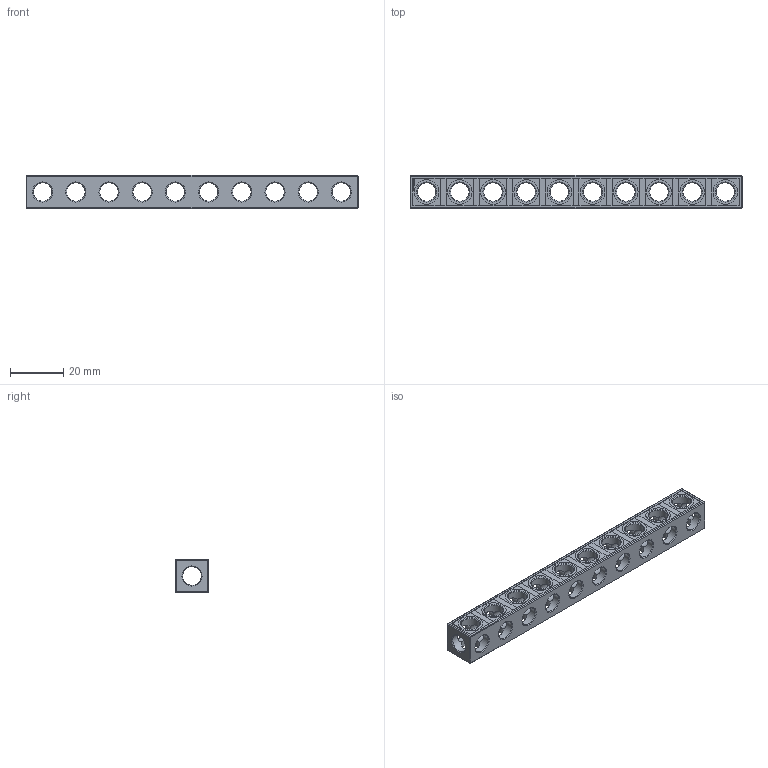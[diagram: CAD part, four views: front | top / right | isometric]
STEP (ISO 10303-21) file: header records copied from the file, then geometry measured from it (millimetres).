
FILE_DESCRIPTION(('FreeCAD Model'),'2;1');
FILE_NAME('Open CASCADE Shape Model','2021-05-23T22:01:34',( 'Paulo Kiefe'),('STEMFIE.org'),'Open CASCADE STEP processor 7.4', 'FreeCAD','Unknown');
FILE_SCHEMA(('AUTOMOTIVE_DESIGN { 1 0 10303 214 1 1 1 1 }'));
Products named in the file (1): Beam_STR_ESS_BU10x01x01_-_SPN-BEM-0047_(stemfie.org)
Bounding box: 125 x 12.5 x 12.5 mm (x, y, z)
Volume: 9760.7 mm3; surface area: 8884.2 mm2
Topology: 1 solids, 1 shells, 624 faces, 1825 edges, 1207 vertices
Faces by surface type: plane 431, extrusion 90, cylinder 61, cone 42
Full cylindrical faces by diameter (mm): 7 x51, 9.2 x10
Entity records: 56335 total; most frequent: CARTESIAN_POINT 21035, DIRECTION 6062, VECTOR 4313, LINE 4223, ORIENTED_EDGE 3650, PCURVE 3650, DEFINITIONAL_REPRESENTATION 3650, EDGE_CURVE 1825
